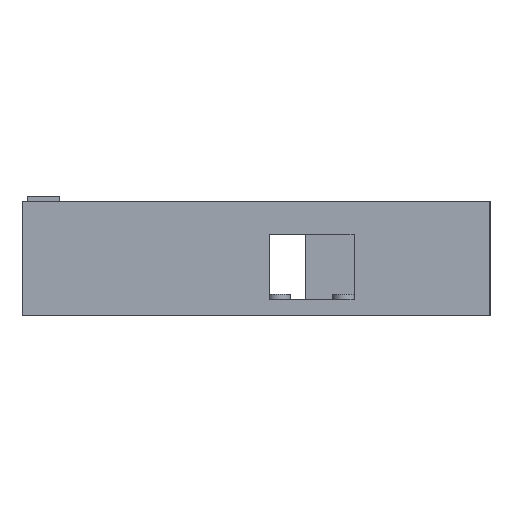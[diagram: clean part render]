
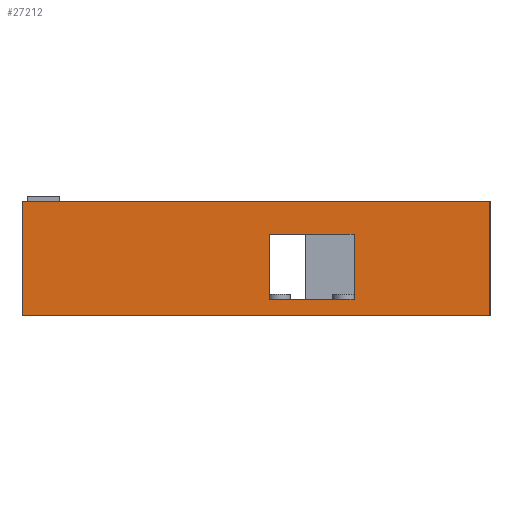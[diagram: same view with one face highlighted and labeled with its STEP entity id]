
A CAD part, left-side view. The second image highlights one B-rep face of the part: STEP entity #27212.
In plain terms, the highlighted planar face has unit normal (-1, 0, 0).
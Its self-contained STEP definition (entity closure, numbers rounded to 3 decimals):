
#9305 = PLANE('',#9306);
#9306 = AXIS2_PLACEMENT_3D('',#9307,#9308,#9309);
#9307 = CARTESIAN_POINT('',(0.,140.,35.));
#9308 = DIRECTION('',(0.,0.,1.));
#9309 = DIRECTION('',(1.,0.,0.));
#9746 = PLANE('',#9747);
#9747 = AXIS2_PLACEMENT_3D('',#9748,#9749,#9750);
#9748 = CARTESIAN_POINT('',(0.,141.6,0.));
#9749 = DIRECTION('',(0.,1.,0.));
#9750 = DIRECTION('',(0.,0.,1.));
#9831 = PLANE('',#9832);
#9832 = AXIS2_PLACEMENT_3D('',#9833,#9834,#9835);
#9833 = CARTESIAN_POINT('',(-6.6,40.,5.));
#9834 = DIRECTION('',(0.,0.,1.));
#9835 = DIRECTION('',(1.,0.,0.));
#9857 = PLANE('',#9858);
#9858 = AXIS2_PLACEMENT_3D('',#9859,#9860,#9861);
#9859 = CARTESIAN_POINT('',(-6.6,40.,5.));
#9860 = DIRECTION('',(0.,1.,0.));
#9861 = DIRECTION('',(0.,0.,1.));
#9883 = PLANE('',#9884);
#9884 = AXIS2_PLACEMENT_3D('',#9885,#9886,#9887);
#9885 = CARTESIAN_POINT('',(-6.6,40.,25.));
#9886 = DIRECTION('',(0.,0.,1.));
#9887 = DIRECTION('',(1.,0.,0.));
#9907 = PLANE('',#9908);
#9908 = AXIS2_PLACEMENT_3D('',#9909,#9910,#9911);
#9909 = CARTESIAN_POINT('',(-6.6,66.,5.));
#9910 = DIRECTION('',(0.,1.,0.));
#9911 = DIRECTION('',(0.,0.,1.));
#10009 = PLANE('',#10010);
#10010 = AXIS2_PLACEMENT_3D('',#10011,#10012,#10013);
#10011 = CARTESIAN_POINT('',(85.,70.,0.));
#10012 = DIRECTION('',(0.,0.,1.));
#10013 = DIRECTION('',(1.,0.,0.));
#25257 = EDGE_CURVE('',#25258,#25260,#25262,.T.);
#25258 = VERTEX_POINT('',#25259);
#25259 = CARTESIAN_POINT('',(-1.6,-1.6,35.));
#25260 = VERTEX_POINT('',#25261);
#25261 = CARTESIAN_POINT('',(-1.6,141.6,35.));
#25262 = SURFACE_CURVE('',#25263,(#25267,#25274),.PCURVE_S1.);
#25263 = LINE('',#25264,#25265);
#25264 = CARTESIAN_POINT('',(-1.6,-1.6,35.));
#25265 = VECTOR('',#25266,1.);
#25266 = DIRECTION('',(0.,1.,0.));
#25267 = PCURVE('',#9305,#25268);
#25268 = DEFINITIONAL_REPRESENTATION('',(#25269),#25273);
#25269 = LINE('',#25270,#25271);
#25270 = CARTESIAN_POINT('',(-1.6,-141.6));
#25271 = VECTOR('',#25272,1.);
#25272 = DIRECTION('',(0.,1.));
#25273 = ( GEOMETRIC_REPRESENTATION_CONTEXT(2) 
PARAMETRIC_REPRESENTATION_CONTEXT() REPRESENTATION_CONTEXT('2D SPACE',''
  ) );
#25274 = PCURVE('',#25275,#25280);
#25275 = PLANE('',#25276);
#25276 = AXIS2_PLACEMENT_3D('',#25277,#25278,#25279);
#25277 = CARTESIAN_POINT('',(-1.6,-1.6,0.));
#25278 = DIRECTION('',(1.,0.,0.));
#25279 = DIRECTION('',(0.,0.,1.));
#25280 = DEFINITIONAL_REPRESENTATION('',(#25281),#25285);
#25281 = LINE('',#25282,#25283);
#25282 = CARTESIAN_POINT('',(35.,0.));
#25283 = VECTOR('',#25284,1.);
#25284 = DIRECTION('',(0.,-1.));
#25285 = ( GEOMETRIC_REPRESENTATION_CONTEXT(2) 
PARAMETRIC_REPRESENTATION_CONTEXT() REPRESENTATION_CONTEXT('2D SPACE',''
  ) );
#25303 = PLANE('',#25304);
#25304 = AXIS2_PLACEMENT_3D('',#25305,#25306,#25307);
#25305 = CARTESIAN_POINT('',(-1.6,-1.6,0.));
#25306 = DIRECTION('',(0.,1.,0.));
#25307 = DIRECTION('',(0.,0.,1.));
#25752 = VERTEX_POINT('',#25753);
#25753 = CARTESIAN_POINT('',(-1.6,141.6,0.));
#25776 = EDGE_CURVE('',#25752,#25260,#25777,.T.);
#25777 = SURFACE_CURVE('',#25778,(#25782,#25789),.PCURVE_S1.);
#25778 = LINE('',#25779,#25780);
#25779 = CARTESIAN_POINT('',(-1.6,141.6,0.));
#25780 = VECTOR('',#25781,1.);
#25781 = DIRECTION('',(0.,0.,1.));
#25782 = PCURVE('',#9746,#25783);
#25783 = DEFINITIONAL_REPRESENTATION('',(#25784),#25788);
#25784 = LINE('',#25785,#25786);
#25785 = CARTESIAN_POINT('',(0.,-1.6));
#25786 = VECTOR('',#25787,1.);
#25787 = DIRECTION('',(1.,0.));
#25788 = ( GEOMETRIC_REPRESENTATION_CONTEXT(2) 
PARAMETRIC_REPRESENTATION_CONTEXT() REPRESENTATION_CONTEXT('2D SPACE',''
  ) );
#25789 = PCURVE('',#25275,#25790);
#25790 = DEFINITIONAL_REPRESENTATION('',(#25791),#25795);
#25791 = LINE('',#25792,#25793);
#25792 = CARTESIAN_POINT('',(0.,-143.2));
#25793 = VECTOR('',#25794,1.);
#25794 = DIRECTION('',(1.,0.));
#25795 = ( GEOMETRIC_REPRESENTATION_CONTEXT(2) 
PARAMETRIC_REPRESENTATION_CONTEXT() REPRESENTATION_CONTEXT('2D SPACE',''
  ) );
#25832 = VERTEX_POINT('',#25833);
#25833 = CARTESIAN_POINT('',(-1.6,66.,5.));
#25854 = EDGE_CURVE('',#25832,#25855,#25857,.T.);
#25855 = VERTEX_POINT('',#25856);
#25856 = CARTESIAN_POINT('',(-1.6,40.,5.));
#25857 = SURFACE_CURVE('',#25858,(#25862,#25868),.PCURVE_S1.);
#25858 = LINE('',#25859,#25860);
#25859 = CARTESIAN_POINT('',(-1.6,19.2,5.));
#25860 = VECTOR('',#25861,1.);
#25861 = DIRECTION('',(0.,-1.,0.));
#25862 = PCURVE('',#9831,#25863);
#25863 = DEFINITIONAL_REPRESENTATION('',(#25864),#25867);
#25864 = B_SPLINE_CURVE_WITH_KNOTS('',1,(#25865,#25866),.UNSPECIFIED.,
  .F.,.F.,(2,2),(-46.8,-20.8),.PIECEWISE_BEZIER_KNOTS.);
#25865 = CARTESIAN_POINT('',(5.,26.));
#25866 = CARTESIAN_POINT('',(5.,0.));
#25867 = ( GEOMETRIC_REPRESENTATION_CONTEXT(2) 
PARAMETRIC_REPRESENTATION_CONTEXT() REPRESENTATION_CONTEXT('2D SPACE',''
  ) );
#25868 = PCURVE('',#25275,#25869);
#25869 = DEFINITIONAL_REPRESENTATION('',(#25870),#25873);
#25870 = B_SPLINE_CURVE_WITH_KNOTS('',1,(#25871,#25872),.UNSPECIFIED.,
  .F.,.F.,(2,2),(-46.8,-20.8),.PIECEWISE_BEZIER_KNOTS.);
#25871 = CARTESIAN_POINT('',(5.,-67.6));
#25872 = CARTESIAN_POINT('',(5.,-41.6));
#25873 = ( GEOMETRIC_REPRESENTATION_CONTEXT(2) 
PARAMETRIC_REPRESENTATION_CONTEXT() REPRESENTATION_CONTEXT('2D SPACE',''
  ) );
#25901 = EDGE_CURVE('',#25832,#25902,#25904,.T.);
#25902 = VERTEX_POINT('',#25903);
#25903 = CARTESIAN_POINT('',(-1.6,66.,25.));
#25904 = SURFACE_CURVE('',#25905,(#25909,#25915),.PCURVE_S1.);
#25905 = LINE('',#25906,#25907);
#25906 = CARTESIAN_POINT('',(-1.6,66.,2.5));
#25907 = VECTOR('',#25908,1.);
#25908 = DIRECTION('',(0.,0.,1.));
#25909 = PCURVE('',#9907,#25910);
#25910 = DEFINITIONAL_REPRESENTATION('',(#25911),#25914);
#25911 = B_SPLINE_CURVE_WITH_KNOTS('',1,(#25912,#25913),.UNSPECIFIED.,
  .F.,.F.,(2,2),(2.5,22.5),.PIECEWISE_BEZIER_KNOTS.);
#25912 = CARTESIAN_POINT('',(0.,5.));
#25913 = CARTESIAN_POINT('',(20.,5.));
#25914 = ( GEOMETRIC_REPRESENTATION_CONTEXT(2) 
PARAMETRIC_REPRESENTATION_CONTEXT() REPRESENTATION_CONTEXT('2D SPACE',''
  ) );
#25915 = PCURVE('',#25275,#25916);
#25916 = DEFINITIONAL_REPRESENTATION('',(#25917),#25920);
#25917 = B_SPLINE_CURVE_WITH_KNOTS('',1,(#25918,#25919),.UNSPECIFIED.,
  .F.,.F.,(2,2),(2.5,22.5),.PIECEWISE_BEZIER_KNOTS.);
#25918 = CARTESIAN_POINT('',(5.,-67.6));
#25919 = CARTESIAN_POINT('',(25.,-67.6));
#25920 = ( GEOMETRIC_REPRESENTATION_CONTEXT(2) 
PARAMETRIC_REPRESENTATION_CONTEXT() REPRESENTATION_CONTEXT('2D SPACE',''
  ) );
#25948 = EDGE_CURVE('',#25855,#25949,#25951,.T.);
#25949 = VERTEX_POINT('',#25950);
#25950 = CARTESIAN_POINT('',(-1.6,40.,25.));
#25951 = SURFACE_CURVE('',#25952,(#25956,#25962),.PCURVE_S1.);
#25952 = LINE('',#25953,#25954);
#25953 = CARTESIAN_POINT('',(-1.6,40.,2.5));
#25954 = VECTOR('',#25955,1.);
#25955 = DIRECTION('',(0.,0.,1.));
#25956 = PCURVE('',#9857,#25957);
#25957 = DEFINITIONAL_REPRESENTATION('',(#25958),#25961);
#25958 = B_SPLINE_CURVE_WITH_KNOTS('',1,(#25959,#25960),.UNSPECIFIED.,
  .F.,.F.,(2,2),(2.5,22.5),.PIECEWISE_BEZIER_KNOTS.);
#25959 = CARTESIAN_POINT('',(0.,5.));
#25960 = CARTESIAN_POINT('',(20.,5.));
#25961 = ( GEOMETRIC_REPRESENTATION_CONTEXT(2) 
PARAMETRIC_REPRESENTATION_CONTEXT() REPRESENTATION_CONTEXT('2D SPACE',''
  ) );
#25962 = PCURVE('',#25275,#25963);
#25963 = DEFINITIONAL_REPRESENTATION('',(#25964),#25967);
#25964 = B_SPLINE_CURVE_WITH_KNOTS('',1,(#25965,#25966),.UNSPECIFIED.,
  .F.,.F.,(2,2),(2.5,22.5),.PIECEWISE_BEZIER_KNOTS.);
#25965 = CARTESIAN_POINT('',(5.,-41.6));
#25966 = CARTESIAN_POINT('',(25.,-41.6));
#25967 = ( GEOMETRIC_REPRESENTATION_CONTEXT(2) 
PARAMETRIC_REPRESENTATION_CONTEXT() REPRESENTATION_CONTEXT('2D SPACE',''
  ) );
#25995 = EDGE_CURVE('',#25902,#25949,#25996,.T.);
#25996 = SURFACE_CURVE('',#25997,(#26001,#26007),.PCURVE_S1.);
#25997 = LINE('',#25998,#25999);
#25998 = CARTESIAN_POINT('',(-1.6,19.2,25.));
#25999 = VECTOR('',#26000,1.);
#26000 = DIRECTION('',(0.,-1.,0.));
#26001 = PCURVE('',#9883,#26002);
#26002 = DEFINITIONAL_REPRESENTATION('',(#26003),#26006);
#26003 = B_SPLINE_CURVE_WITH_KNOTS('',1,(#26004,#26005),.UNSPECIFIED.,
  .F.,.F.,(2,2),(-46.8,-20.8),.PIECEWISE_BEZIER_KNOTS.);
#26004 = CARTESIAN_POINT('',(5.,26.));
#26005 = CARTESIAN_POINT('',(5.,0.));
#26006 = ( GEOMETRIC_REPRESENTATION_CONTEXT(2) 
PARAMETRIC_REPRESENTATION_CONTEXT() REPRESENTATION_CONTEXT('2D SPACE',''
  ) );
#26007 = PCURVE('',#25275,#26008);
#26008 = DEFINITIONAL_REPRESENTATION('',(#26009),#26012);
#26009 = B_SPLINE_CURVE_WITH_KNOTS('',1,(#26010,#26011),.UNSPECIFIED.,
  .F.,.F.,(2,2),(-46.8,-20.8),.PIECEWISE_BEZIER_KNOTS.);
#26010 = CARTESIAN_POINT('',(25.,-67.6));
#26011 = CARTESIAN_POINT('',(25.,-41.6));
#26012 = ( GEOMETRIC_REPRESENTATION_CONTEXT(2) 
PARAMETRIC_REPRESENTATION_CONTEXT() REPRESENTATION_CONTEXT('2D SPACE',''
  ) );
#26020 = EDGE_CURVE('',#26021,#25752,#26023,.T.);
#26021 = VERTEX_POINT('',#26022);
#26022 = CARTESIAN_POINT('',(-1.6,-1.6,0.));
#26023 = SURFACE_CURVE('',#26024,(#26028,#26035),.PCURVE_S1.);
#26024 = LINE('',#26025,#26026);
#26025 = CARTESIAN_POINT('',(-1.6,-1.6,0.));
#26026 = VECTOR('',#26027,1.);
#26027 = DIRECTION('',(0.,1.,0.));
#26028 = PCURVE('',#10009,#26029);
#26029 = DEFINITIONAL_REPRESENTATION('',(#26030),#26034);
#26030 = LINE('',#26031,#26032);
#26031 = CARTESIAN_POINT('',(-86.6,-71.6));
#26032 = VECTOR('',#26033,1.);
#26033 = DIRECTION('',(0.,1.));
#26034 = ( GEOMETRIC_REPRESENTATION_CONTEXT(2) 
PARAMETRIC_REPRESENTATION_CONTEXT() REPRESENTATION_CONTEXT('2D SPACE',''
  ) );
#26035 = PCURVE('',#25275,#26036);
#26036 = DEFINITIONAL_REPRESENTATION('',(#26037),#26041);
#26037 = LINE('',#26038,#26039);
#26038 = CARTESIAN_POINT('',(0.,0.));
#26039 = VECTOR('',#26040,1.);
#26040 = DIRECTION('',(0.,-1.));
#26041 = ( GEOMETRIC_REPRESENTATION_CONTEXT(2) 
PARAMETRIC_REPRESENTATION_CONTEXT() REPRESENTATION_CONTEXT('2D SPACE',''
  ) );
#27212 = ADVANCED_FACE('',(#27213,#27239),#25275,.F.);
#27213 = FACE_BOUND('',#27214,.F.);
#27214 = EDGE_LOOP('',(#27215,#27236,#27237,#27238));
#27215 = ORIENTED_EDGE('',*,*,#27216,.F.);
#27216 = EDGE_CURVE('',#26021,#25258,#27217,.T.);
#27217 = SURFACE_CURVE('',#27218,(#27222,#27229),.PCURVE_S1.);
#27218 = LINE('',#27219,#27220);
#27219 = CARTESIAN_POINT('',(-1.6,-1.6,0.));
#27220 = VECTOR('',#27221,1.);
#27221 = DIRECTION('',(0.,0.,1.));
#27222 = PCURVE('',#25275,#27223);
#27223 = DEFINITIONAL_REPRESENTATION('',(#27224),#27228);
#27224 = LINE('',#27225,#27226);
#27225 = CARTESIAN_POINT('',(0.,0.));
#27226 = VECTOR('',#27227,1.);
#27227 = DIRECTION('',(1.,0.));
#27228 = ( GEOMETRIC_REPRESENTATION_CONTEXT(2) 
PARAMETRIC_REPRESENTATION_CONTEXT() REPRESENTATION_CONTEXT('2D SPACE',''
  ) );
#27229 = PCURVE('',#25303,#27230);
#27230 = DEFINITIONAL_REPRESENTATION('',(#27231),#27235);
#27231 = LINE('',#27232,#27233);
#27232 = CARTESIAN_POINT('',(0.,0.));
#27233 = VECTOR('',#27234,1.);
#27234 = DIRECTION('',(1.,0.));
#27235 = ( GEOMETRIC_REPRESENTATION_CONTEXT(2) 
PARAMETRIC_REPRESENTATION_CONTEXT() REPRESENTATION_CONTEXT('2D SPACE',''
  ) );
#27236 = ORIENTED_EDGE('',*,*,#26020,.T.);
#27237 = ORIENTED_EDGE('',*,*,#25776,.T.);
#27238 = ORIENTED_EDGE('',*,*,#25257,.F.);
#27239 = FACE_BOUND('',#27240,.F.);
#27240 = EDGE_LOOP('',(#27241,#27242,#27243,#27244));
#27241 = ORIENTED_EDGE('',*,*,#25854,.T.);
#27242 = ORIENTED_EDGE('',*,*,#25948,.T.);
#27243 = ORIENTED_EDGE('',*,*,#25995,.F.);
#27244 = ORIENTED_EDGE('',*,*,#25901,.F.);
